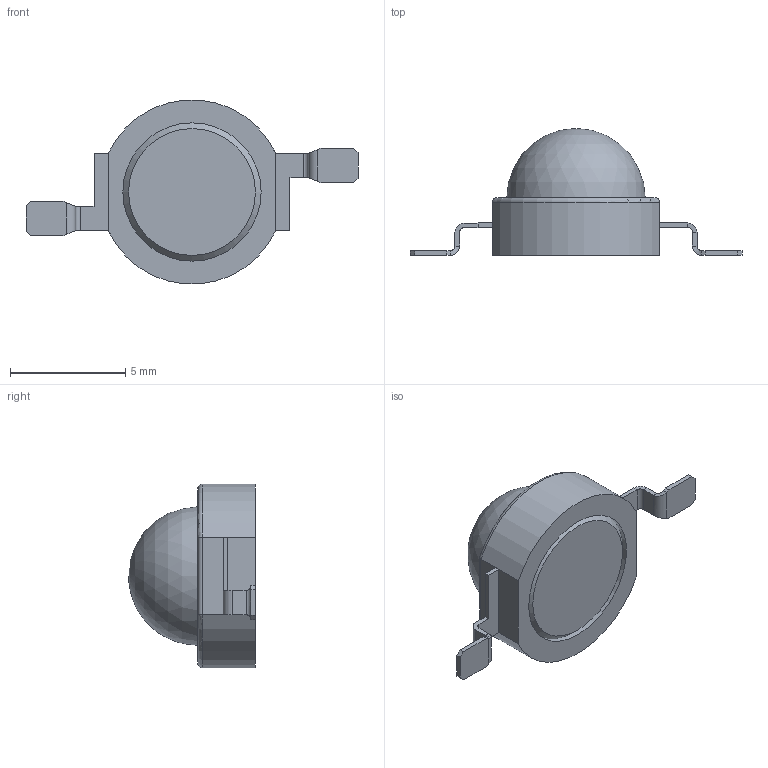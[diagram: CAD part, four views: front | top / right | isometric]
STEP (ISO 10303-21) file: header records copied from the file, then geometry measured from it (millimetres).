
FILE_DESCRIPTION(/* description */ ('LED SMD Rosso'),/* implementation_level */ '2;1');
FILE_NAME(/* name */ 'Chip LED SMD 2835 3528 Red.stp',/* time_stamp */ '2016-07-19T15:47:25+02:00',/* author */ ('Laura'),/* organization */ (''),/* preprocessor_version */ 'ST-DEVELOPER v16.5',/* originating_system */ 'Autodesk Inventor 2017',/* authorisation */ '');
FILE_SCHEMA (('AUTOMOTIVE_DESIGN { 1 0 10303 214 3 1 1 }'));
Length unit declared in the file: millimetre
Products named in the file (1): Chip LED SMD 2835 3528 Rosso
Bounding box: 14.4 x 5.5 x 7.97 mm (x, y, z)
Volume: 136.8 mm3; surface area: 427.6 mm2
Topology: 6 solids, 6 shells, 75 faces, 163 edges, 99 vertices
Faces by surface type: plane 45, cylinder 15, bspline 9, cone 2, sphere 2, torus 2
Full cylindrical faces by diameter (mm): 3.5 x1, 6 x2
Entity records: 13217 total; most frequent: CARTESIAN_POINT 11621, ORIENTED_EDGE 304, DIRECTION 295, EDGE_CURVE 152, LINE 115, VECTOR 115, VERTEX_POINT 95, AXIS2_PLACEMENT_3D 90
